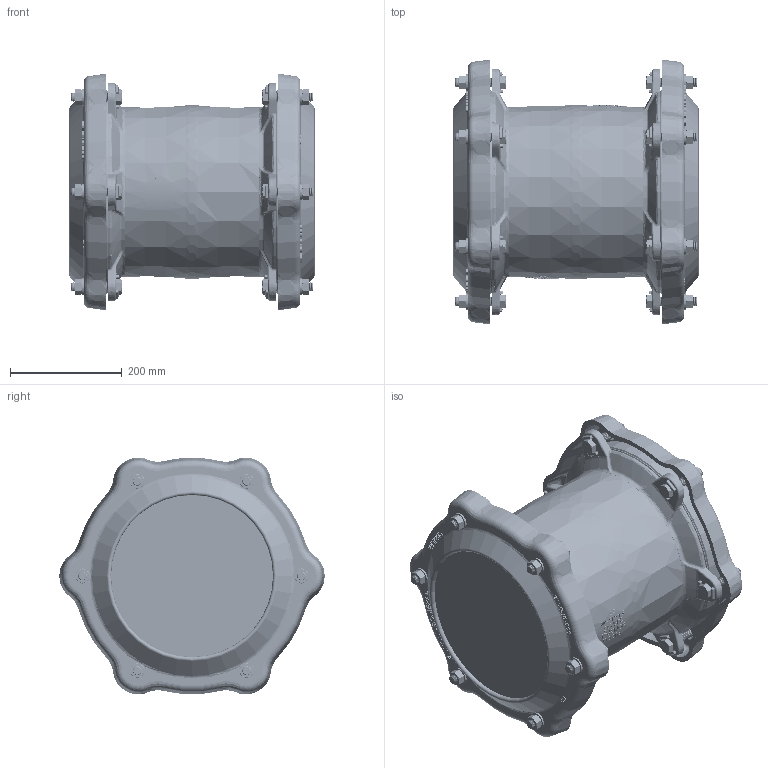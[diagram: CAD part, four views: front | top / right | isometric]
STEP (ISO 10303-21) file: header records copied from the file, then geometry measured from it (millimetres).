
FILE_DESCRIPTION (( 'STEP AP214' ), '1' );
FILE_NAME ('Junta Multimateriais GFIX_MED 245-285.STEP', '2014-09-15T15:40:30', ( '' ), ( '' ), 'SwSTEP 2.0', 'SolidWorks 2014', '' );
FILE_SCHEMA (( 'AUTOMOTIVE_DESIGN' ));
Length unit declared in the file: millimetre
Products named in the file (1): Junta Multimateriais GFIX_MED 245-285
Bounding box: 438.8 x 474.72 x 424.07 mm (x, y, z)
Volume: 38061523.9 mm3; surface area: 1239826.2 mm2
Topology: 37 solids, 37 shells, 8910 faces, 20063 edges, 11326 vertices
Faces by surface type: cone 3770, bspline 1874, cylinder 1812, plane 1068, torus 226, sphere 160
Entity records: 319666 total; most frequent: CARTESIAN_POINT 133683, ORIENTED_EDGE 40078, DIRECTION 36731, EDGE_CURVE 20039, AXIS2_PLACEMENT_3D 14532, VERTEX_POINT 11326, EDGE_LOOP 9129, ADVANCED_FACE 8910
